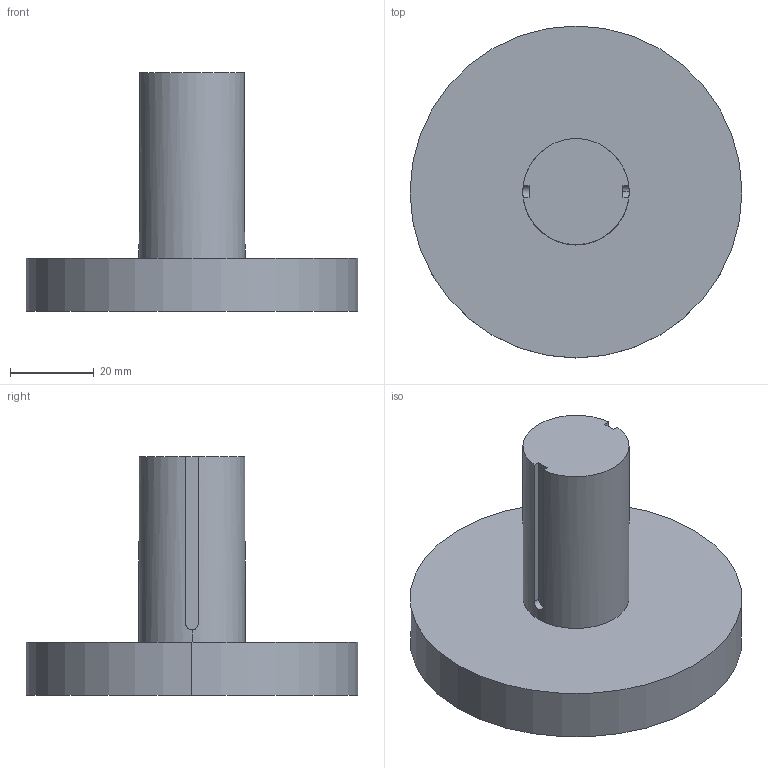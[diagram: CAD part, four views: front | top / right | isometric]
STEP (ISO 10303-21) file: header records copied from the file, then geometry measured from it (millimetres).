
FILE_DESCRIPTION (( 'STEP AP203' ), '1' );
FILE_NAME ('STP-5299-045-A64-A88-00(SATE-WF.C1-2.5).STEP', '2022-07-22T01:55:29', ( '' ), ( '' ), 'SwSTEP 2.0', 'SolidWorks 2017', '' );
FILE_SCHEMA (( 'CONFIG_CONTROL_DESIGN' ));
Length unit declared in the file: millimetre
Products named in the file (1): STP-5299-045-A64-A88-00(SATE-WF.C1-2.5)
Bounding box: 79.38 x 79.38 x 57.15 mm (x, y, z)
Volume: 83672.7 mm3; surface area: 17259.6 mm2
Topology: 1 solids, 1 shells, 23 faces, 56 edges, 37 vertices
Faces by surface type: plane 16, cylinder 7
Entity records: 798 total; most frequent: CARTESIAN_POINT 173, ORIENTED_EDGE 112, DIRECTION 111, EDGE_CURVE 56, VECTOR 41, LINE 41, VERTEX_POINT 37, AXIS2_PLACEMENT_3D 35
